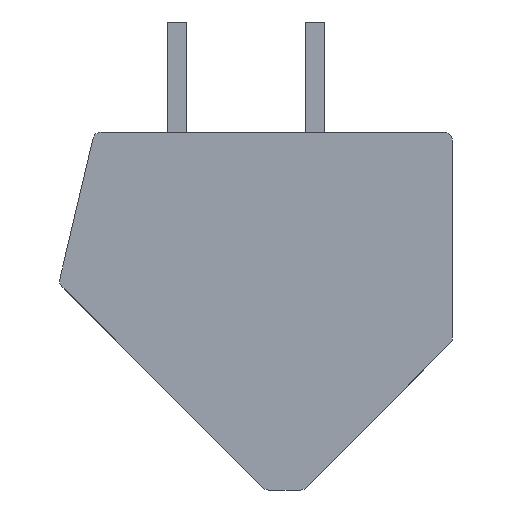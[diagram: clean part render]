
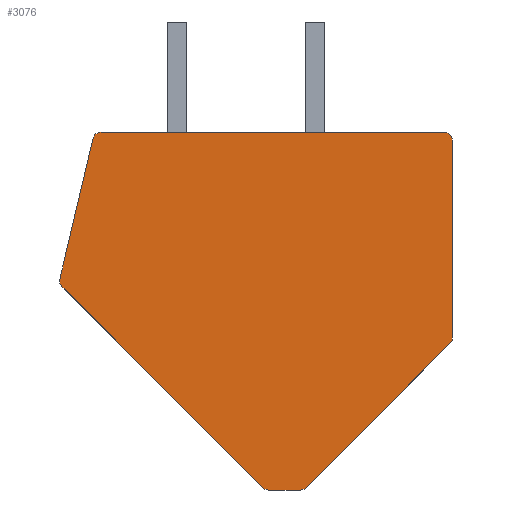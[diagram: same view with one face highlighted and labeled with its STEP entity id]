
A CAD part, front view. The second image highlights one B-rep face of the part: STEP entity #3076.
In plain terms, the highlighted planar face has unit normal (0, -1, 0).
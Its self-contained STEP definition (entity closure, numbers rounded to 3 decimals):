
#583=CARTESIAN_POINT('',(1.626,-3.54,-6.2));
#584=DIRECTION('',(0.,-1.,0.));
#585=DIRECTION('',(0.,0.,-1.));
#586=AXIS2_PLACEMENT_3D('',#583,#584,#585);
#588=DIRECTION('',(1.,0.,0.));
#589=VECTOR('',#588,1.151);
#590=CARTESIAN_POINT('',(0.474,-3.54,-6.5));
#591=LINE('',#590,#589);
#592=CARTESIAN_POINT('',(0.474,-3.54,-6.2));
#593=DIRECTION('',(0.,-1.,0.));
#594=DIRECTION('',(-0.707,0.,-0.707));
#595=AXIS2_PLACEMENT_3D('',#592,#593,#594);
#597=DIRECTION('',(0.707,0.,-0.707));
#598=VECTOR('',#597,10.315);
#599=CARTESIAN_POINT('',(-7.032,-3.54,0.882));
#600=LINE('',#599,#598);
#601=CARTESIAN_POINT('',(-6.82,-3.54,1.094));
#602=DIRECTION('',(0.,-1.,0.));
#603=DIRECTION('',(-0.973,0.,0.23));
#604=AXIS2_PLACEMENT_3D('',#601,#602,#603);
#606=DIRECTION('',(-0.23,0.,-0.973));
#607=VECTOR('',#606,5.247);
#608=CARTESIAN_POINT('',(-5.905,-3.54,6.269));
#609=LINE('',#608,#607);
#610=CARTESIAN_POINT('',(-5.613,-3.54,6.2));
#611=DIRECTION('',(0.,-1.,0.));
#612=DIRECTION('',(0.,0.,1.));
#613=AXIS2_PLACEMENT_3D('',#610,#611,#612);
#615=DIRECTION('',(-1.,0.,0.));
#616=VECTOR('',#615,12.463);
#617=CARTESIAN_POINT('',(6.85,-3.54,6.5));
#618=LINE('',#617,#616);
#619=CARTESIAN_POINT('',(6.85,-3.54,6.2));
#620=DIRECTION('',(0.,-1.,0.));
#621=DIRECTION('',(1.,0.,0.));
#622=AXIS2_PLACEMENT_3D('',#619,#620,#621);
#624=DIRECTION('',(0.,0.,1.));
#625=VECTOR('',#624,7.176);
#626=CARTESIAN_POINT('',(7.15,-3.54,-0.976));
#627=LINE('',#626,#625);
#628=CARTESIAN_POINT('',(6.85,-3.54,-0.976));
#629=DIRECTION('',(0.,-1.,0.));
#630=DIRECTION('',(0.707,0.,-0.707));
#631=AXIS2_PLACEMENT_3D('',#628,#629,#630);
#633=DIRECTION('',(0.707,0.,0.707));
#634=VECTOR('',#633,7.388);
#635=CARTESIAN_POINT('',(1.838,-3.54,-6.412));
#636=LINE('',#635,#634);
#1957=CARTESIAN_POINT('',(1.626,-3.54,-6.5));
#1958=CARTESIAN_POINT('',(1.838,-3.54,-6.412));
#1959=VERTEX_POINT('',#1957);
#1960=VERTEX_POINT('',#1958);
#1961=CARTESIAN_POINT('',(7.062,-3.54,-1.188));
#1962=VERTEX_POINT('',#1961);
#1963=CARTESIAN_POINT('',(7.15,-3.54,-0.976));
#1964=VERTEX_POINT('',#1963);
#1965=CARTESIAN_POINT('',(7.15,-3.54,6.2));
#1966=VERTEX_POINT('',#1965);
#1967=CARTESIAN_POINT('',(6.85,-3.54,6.5));
#1968=VERTEX_POINT('',#1967);
#1969=CARTESIAN_POINT('',(-5.613,-3.54,6.5));
#1970=VERTEX_POINT('',#1969);
#1971=CARTESIAN_POINT('',(-5.905,-3.54,6.269));
#1972=VERTEX_POINT('',#1971);
#1973=CARTESIAN_POINT('',(-7.112,-3.54,1.163));
#1974=VERTEX_POINT('',#1973);
#1975=CARTESIAN_POINT('',(-7.032,-3.54,0.882));
#1976=VERTEX_POINT('',#1975);
#1977=CARTESIAN_POINT('',(0.262,-3.54,-6.412));
#1978=VERTEX_POINT('',#1977);
#1979=CARTESIAN_POINT('',(0.474,-3.54,-6.5));
#1980=VERTEX_POINT('',#1979);
#3057=CARTESIAN_POINT('',(0.,-3.54,0.));
#3058=DIRECTION('',(0.,-1.,0.));
#3059=DIRECTION('',(-1.,0.,0.));
#3060=AXIS2_PLACEMENT_3D('',#3057,#3058,#3059);
#3061=PLANE('',#3060);
#3062=ORIENTED_EDGE('',*,*,#2596,.F.);
#3063=ORIENTED_EDGE('',*,*,#2611,.F.);
#3064=ORIENTED_EDGE('',*,*,#2625,.F.);
#3065=ORIENTED_EDGE('',*,*,#2639,.F.);
#3066=ORIENTED_EDGE('',*,*,#2773,.F.);
#3067=ORIENTED_EDGE('',*,*,#2787,.F.);
#3068=ORIENTED_EDGE('',*,*,#2801,.F.);
#3069=ORIENTED_EDGE('',*,*,#2815,.F.);
#3070=ORIENTED_EDGE('',*,*,#2949,.F.);
#3071=ORIENTED_EDGE('',*,*,#2963,.F.);
#3072=ORIENTED_EDGE('',*,*,#2977,.F.);
#3073=ORIENTED_EDGE('',*,*,#2990,.F.);
#3074=EDGE_LOOP('',(#3062,#3063,#3064,#3065,#3066,#3067,#3068,#3069,#3070,#3071,
#3072,#3073));
#3075=FACE_OUTER_BOUND('',#3074,.F.);
#3076=ADVANCED_FACE('',(#3075),#3061,.T.);
#587=CIRCLE('',#586,0.3);
#596=CIRCLE('',#595,0.3);
#605=CIRCLE('',#604,0.3);
#614=CIRCLE('',#613,0.3);
#623=CIRCLE('',#622,0.3);
#632=CIRCLE('',#631,0.3);
#2596=EDGE_CURVE('',#1959,#1960,#587,.T.);
#2611=EDGE_CURVE('',#1980,#1959,#591,.T.);
#2625=EDGE_CURVE('',#1978,#1980,#596,.T.);
#2639=EDGE_CURVE('',#1976,#1978,#600,.T.);
#2773=EDGE_CURVE('',#1974,#1976,#605,.T.);
#2787=EDGE_CURVE('',#1972,#1974,#609,.T.);
#2801=EDGE_CURVE('',#1970,#1972,#614,.T.);
#2815=EDGE_CURVE('',#1968,#1970,#618,.T.);
#2949=EDGE_CURVE('',#1966,#1968,#623,.T.);
#2963=EDGE_CURVE('',#1964,#1966,#627,.T.);
#2977=EDGE_CURVE('',#1962,#1964,#632,.T.);
#2990=EDGE_CURVE('',#1960,#1962,#636,.T.);
